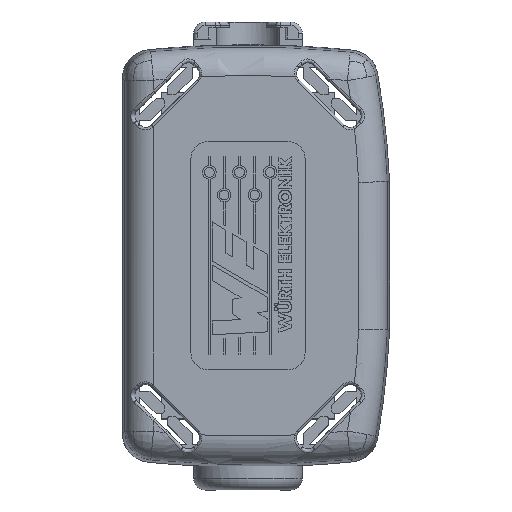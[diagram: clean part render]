
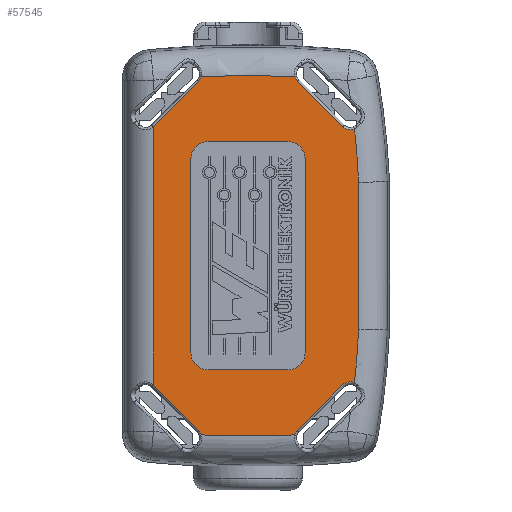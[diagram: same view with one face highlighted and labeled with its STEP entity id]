
A CAD part, top view. The second image highlights one B-rep face of the part: STEP entity #57545.
In plain terms, the highlighted face is planar.
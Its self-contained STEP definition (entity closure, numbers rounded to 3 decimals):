
#1286=CIRCLE('',#59663,0.9);
#1304=CIRCLE('',#59798,0.9);
#1308=CIRCLE('',#59917,1.5);
#1311=CIRCLE('',#59997,1.5);
#1317=CIRCLE('',#60142,1.5);
#1322=CIRCLE('',#60191,0.9);
#1330=CIRCLE('',#60432,1.5);
#1335=CIRCLE('',#60516,0.9);
#1346=CIRCLE('',#60667,87.287);
#1354=CIRCLE('',#60676,87.287);
#1375=CIRCLE('',#60738,67.287);
#1382=CIRCLE('',#60746,67.287);
#1450=CIRCLE('',#60931,0.9);
#1451=CIRCLE('',#60932,0.9);
#12563=ORIENTED_EDGE('',*,*,#22907,.T.);
#12564=ORIENTED_EDGE('',*,*,#24043,.T.);
#12565=ORIENTED_EDGE('',*,*,#23632,.F.);
#12566=ORIENTED_EDGE('',*,*,#23410,.T.);
#12567=ORIENTED_EDGE('',*,*,#20636,.F.);
#12568=ORIENTED_EDGE('',*,*,#23722,.F.);
#12569=ORIENTED_EDGE('',*,*,#21653,.F.);
#12570=ORIENTED_EDGE('',*,*,#21387,.T.);
#12571=ORIENTED_EDGE('',*,*,#23620,.F.);
#12572=ORIENTED_EDGE('',*,*,#20889,.T.);
#12573=ORIENTED_EDGE('',*,*,#22774,.T.);
#12574=ORIENTED_EDGE('',*,*,#22795,.T.);
#12575=ORIENTED_EDGE('',*,*,#23734,.F.);
#12576=ORIENTED_EDGE('',*,*,#23739,.F.);
#12577=ORIENTED_EDGE('',*,*,#23723,.F.);
#12578=ORIENTED_EDGE('',*,*,#24044,.T.);
#12579=ORIENTED_EDGE('',*,*,#22206,.T.);
#12580=ORIENTED_EDGE('',*,*,#22630,.F.);
#12581=ORIENTED_EDGE('',*,*,#23082,.T.);
#12582=ORIENTED_EDGE('',*,*,#21904,.F.);
#12583=ORIENTED_EDGE('',*,*,#23545,.T.);
#12584=ORIENTED_EDGE('',*,*,#22219,.F.);
#12585=ORIENTED_EDGE('',*,*,#21583,.T.);
#12586=ORIENTED_EDGE('',*,*,#23275,.F.);
#20636=EDGE_CURVE('',#28426,#28427,#34064,.T.);
#20889=EDGE_CURVE('',#28652,#28653,#1286,.T.);
#21387=EDGE_CURVE('',#29073,#29072,#1304,.T.);
#21583=EDGE_CURVE('',#29221,#29222,#34961,.T.);
#21653=EDGE_CURVE('',#29073,#29270,#35023,.T.);
#21904=EDGE_CURVE('',#29460,#29461,#1308,.T.);
#22206=EDGE_CURVE('',#29682,#29683,#35565,.T.);
#22219=EDGE_CURVE('',#29221,#29690,#1311,.T.);
#22630=EDGE_CURVE('',#29942,#29683,#1317,.T.);
#22774=EDGE_CURVE('',#28653,#30015,#36100,.T.);
#22795=EDGE_CURVE('',#30015,#30024,#1322,.T.);
#22907=EDGE_CURVE('',#30083,#30084,#36221,.T.);
#23082=EDGE_CURVE('',#29942,#29461,#36387,.T.);
#23275=EDGE_CURVE('',#29682,#29222,#1330,.T.);
#23410=EDGE_CURVE('',#28114,#28427,#1335,.T.);
#23545=EDGE_CURVE('',#29460,#29690,#36833,.T.);
#23620=EDGE_CURVE('',#28652,#29072,#1346,.T.);
#23632=EDGE_CURVE('',#28114,#30070,#1354,.T.);
#23722=EDGE_CURVE('',#29270,#28426,#36945,.T.);
#23723=EDGE_CURVE('',#29165,#30431,#1375,.T.);
#23734=EDGE_CURVE('',#30435,#30024,#1382,.T.);
#23739=EDGE_CURVE('',#30431,#30435,#36946,.T.);
#24043=EDGE_CURVE('',#30084,#30070,#1450,.T.);
#24044=EDGE_CURVE('',#29165,#30083,#1451,.T.);
#28114=VERTEX_POINT('',#88296);
#28426=VERTEX_POINT('',#89623);
#28427=VERTEX_POINT('',#89624);
#28652=VERTEX_POINT('',#90174);
#28653=VERTEX_POINT('',#90175);
#29072=VERTEX_POINT('',#92310);
#29073=VERTEX_POINT('',#92312);
#29165=VERTEX_POINT('',#92613);
#29221=VERTEX_POINT('',#92778);
#29222=VERTEX_POINT('',#92779);
#29270=VERTEX_POINT('',#93127);
#29460=VERTEX_POINT('',#93826);
#29461=VERTEX_POINT('',#93827);
#29682=VERTEX_POINT('',#94693);
#29683=VERTEX_POINT('',#94694);
#29690=VERTEX_POINT('',#94719);
#29942=VERTEX_POINT('',#96513);
#30015=VERTEX_POINT('',#96943);
#30024=VERTEX_POINT('',#96999);
#30070=VERTEX_POINT('',#97412);
#30083=VERTEX_POINT('',#97490);
#30084=VERTEX_POINT('',#97491);
#30431=VERTEX_POINT('',#100762);
#30435=VERTEX_POINT('',#100985);
#34064=LINE('',#89622,#41494);
#34961=LINE('',#92777,#42391);
#35023=LINE('',#93161,#42453);
#35565=LINE('',#94692,#42995);
#36100=LINE('',#96942,#43530);
#36221=LINE('',#97489,#43651);
#36387=LINE('',#98249,#43817);
#36833=LINE('',#99657,#44263);
#36945=LINE('',#100759,#44375);
#36946=LINE('',#101071,#44376);
#41494=VECTOR('',#65661,1000.);
#42391=VECTOR('',#67032,1000.);
#42453=VECTOR('',#67128,1000.);
#42995=VECTOR('',#67940,1000.);
#43530=VECTOR('',#68851,1000.);
#43651=VECTOR('',#69108,1000.);
#43817=VECTOR('',#69456,1000.);
#44263=VECTOR('',#70486,1000.);
#44375=VECTOR('',#70810,1000.);
#44376=VECTOR('',#70835,1000.);
#49192=EDGE_LOOP('',(#12563,#12564,#12565,#12566,#12567,#12568,#12569,#12570,
#12571,#12572,#12573,#12574,#12575,#12576,#12577,#12578));
#49193=EDGE_LOOP('',(#12579,#12580,#12581,#12582,#12583,#12584,#12585,#12586));
#52182=FACE_BOUND('',#49192,.T.);
#52183=FACE_BOUND('',#49193,.T.);
#54706=PLANE('',#60930);
#57545=ADVANCED_FACE('',(#52182,#52183),#54706,.T.);
#59663=AXIS2_PLACEMENT_3D('',#90173,#66026,#66027);
#59798=AXIS2_PLACEMENT_3D('',#92311,#66758,#66759);
#59917=AXIS2_PLACEMENT_3D('',#93825,#67494,#67495);
#59997=AXIS2_PLACEMENT_3D('',#94718,#67963,#67964);
#60142=AXIS2_PLACEMENT_3D('',#96512,#68640,#68641);
#60191=AXIS2_PLACEMENT_3D('',#96998,#68893,#68894);
#60432=AXIS2_PLACEMENT_3D('',#98864,#69831,#69832);
#60516=AXIS2_PLACEMENT_3D('',#99131,#70129,#70130);
#60667=AXIS2_PLACEMENT_3D('',#99885,#70618,#70619);
#60676=AXIS2_PLACEMENT_3D('',#100023,#70636,#70637);
#60738=AXIS2_PLACEMENT_3D('',#100761,#70813,#70814);
#60746=AXIS2_PLACEMENT_3D('',#100986,#70829,#70830);
#60930=AXIS2_PLACEMENT_3D('',#102299,#71409,#71410);
#60931=AXIS2_PLACEMENT_3D('',#102300,#71411,#71412);
#60932=AXIS2_PLACEMENT_3D('',#102301,#71413,#71414);
#65661=DIRECTION('',(-0.707,0.707,0.));
#66026=DIRECTION('',(0.,0.,1.));
#66027=DIRECTION('',(0.998,0.056,0.));
#66758=DIRECTION('',(0.,0.,1.));
#66759=DIRECTION('',(-0.707,0.707,0.));
#67032=DIRECTION('',(0.,-1.,0.));
#67128=DIRECTION('',(0.707,0.707,0.));
#67494=DIRECTION('',(0.,0.,-1.));
#67495=DIRECTION('',(0.,1.,0.));
#67940=DIRECTION('',(1.,0.,0.));
#67963=DIRECTION('',(0.,0.,-1.));
#67964=DIRECTION('',(-1.,0.,0.));
#68640=DIRECTION('',(0.,0.,-1.));
#68641=DIRECTION('',(1.,0.,0.));
#68851=DIRECTION('',(-0.707,0.707,0.));
#68893=DIRECTION('',(0.,0.,1.));
#68894=DIRECTION('',(0.707,0.707,0.));
#69108=DIRECTION('',(0.707,0.707,0.));
#69456=DIRECTION('',(0.,1.,0.));
#69831=DIRECTION('',(0.,0.,-1.));
#69832=DIRECTION('',(0.,-1.,0.));
#70129=DIRECTION('',(0.,0.,1.));
#70130=DIRECTION('',(-0.962,-0.274,0.));
#70486=DIRECTION('',(-1.,0.,0.));
#70618=DIRECTION('',(0.,0.,1.));
#70619=DIRECTION('',(-1.,0.,0.));
#70636=DIRECTION('',(0.,0.,1.));
#70637=DIRECTION('',(-1.,0.,0.));
#70810=DIRECTION('',(0.,1.,0.));
#70813=DIRECTION('',(0.,0.,1.));
#70814=DIRECTION('',(-1.,0.,0.));
#70829=DIRECTION('',(0.,0.,1.));
#70830=DIRECTION('',(-1.,0.,0.));
#70835=DIRECTION('',(0.,-1.,0.));
#71409=DIRECTION('',(0.,0.,-1.));
#71410=DIRECTION('',(-1.,0.,0.));
#71411=DIRECTION('',(0.,0.,1.));
#71412=DIRECTION('',(0.707,-0.707,0.));
#71413=DIRECTION('',(0.,0.,1.));
#71414=DIRECTION('',(-0.426,-0.905,0.));
#88296=CARTESIAN_POINT('',(-8.42,15.692,-6.5));
#89622=CARTESIAN_POINT('',(24.7,-17.588,-6.5));
#89623=CARTESIAN_POINT('',(-4.213,11.325,-6.5));
#89624=CARTESIAN_POINT('',(-8.191,15.302,-6.5));
#90173=CARTESIAN_POINT('',(-17.446,-15.938,-6.5));
#90174=CARTESIAN_POINT('',(-16.58,-15.692,-6.5));
#90175=CARTESIAN_POINT('',(-16.809,-15.302,-6.5));
#92310=CARTESIAN_POINT('',(-8.42,-15.692,-6.5));
#92311=CARTESIAN_POINT('',(-7.554,-15.938,-6.5));
#92312=CARTESIAN_POINT('',(-8.191,-15.302,-6.5));
#92613=CARTESIAN_POINT('',(-21.825,11.129,-6.5));
#92777=CARTESIAN_POINT('',(-17.5,0.,-6.5));
#92778=CARTESIAN_POINT('',(-17.5,8.5,-6.5));
#92779=CARTESIAN_POINT('',(-17.5,-8.5,-6.5));
#93127=CARTESIAN_POINT('',(-4.213,-11.325,-6.5));
#93161=CARTESIAN_POINT('',(24.7,17.588,-6.5));
#93825=CARTESIAN_POINT('',(-9.,8.5,-6.5));
#93826=CARTESIAN_POINT('',(-9.,10.,-6.5));
#93827=CARTESIAN_POINT('',(-7.5,8.5,-6.5));
#94692=CARTESIAN_POINT('',(24.7,-10.,-6.5));
#94693=CARTESIAN_POINT('',(-16.,-10.,-6.5));
#94694=CARTESIAN_POINT('',(-9.,-10.,-6.5));
#94718=CARTESIAN_POINT('',(-16.,8.5,-6.5));
#94719=CARTESIAN_POINT('',(-16.,10.,-6.5));
#96512=CARTESIAN_POINT('',(-9.,-8.5,-6.5));
#96513=CARTESIAN_POINT('',(-7.5,-8.5,-6.5));
#96942=CARTESIAN_POINT('',(24.7,-56.812,-6.5));
#96943=CARTESIAN_POINT('',(-20.805,-11.307,-6.5));
#96998=CARTESIAN_POINT('',(-21.441,-11.943,-6.5));
#96999=CARTESIAN_POINT('',(-21.825,-11.129,-6.5));
#97412=CARTESIAN_POINT('',(-16.58,15.692,-6.5));
#97489=CARTESIAN_POINT('',(24.7,56.812,-6.5));
#97490=CARTESIAN_POINT('',(-20.805,11.307,-6.5));
#97491=CARTESIAN_POINT('',(-16.809,15.302,-6.5));
#98249=CARTESIAN_POINT('',(-7.5,0.,-6.5));
#98864=CARTESIAN_POINT('',(-16.,-8.5,-6.5));
#99131=CARTESIAN_POINT('',(-7.554,15.938,-6.5));
#99657=CARTESIAN_POINT('',(24.7,10.,-6.5));
#99885=CARTESIAN_POINT('',(-12.5,71.5,-6.5));
#100023=CARTESIAN_POINT('',(-12.5,-71.5,-6.5));
#100759=CARTESIAN_POINT('',(-4.213,0.,-6.5));
#100761=CARTESIAN_POINT('',(45.04,3.603,-6.5));
#100762=CARTESIAN_POINT('',(-22.187,6.443,-6.5));
#100985=CARTESIAN_POINT('',(-22.187,-6.443,-6.5));
#100986=CARTESIAN_POINT('',(45.04,-3.603,-6.5));
#101071=CARTESIAN_POINT('',(-22.187,0.,-6.5));
#102299=CARTESIAN_POINT('',(24.7,0.,-6.5));
#102300=CARTESIAN_POINT('',(-17.446,15.938,-6.5));
#102301=CARTESIAN_POINT('',(-21.441,11.943,-6.5));
